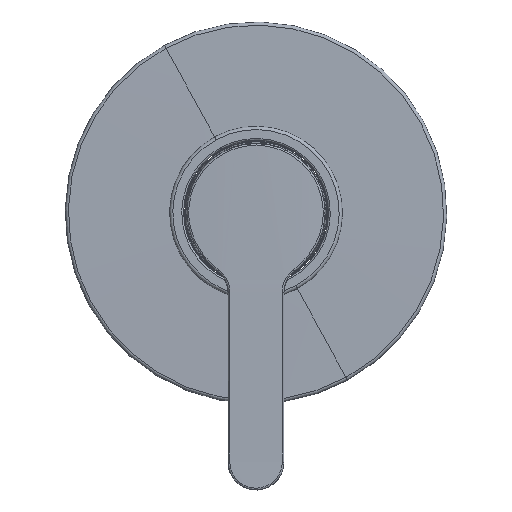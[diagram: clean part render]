
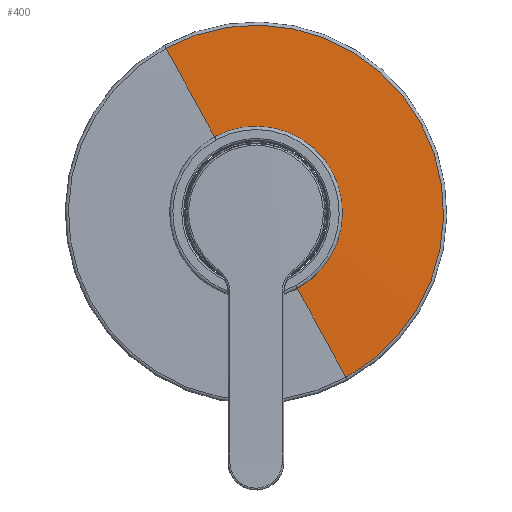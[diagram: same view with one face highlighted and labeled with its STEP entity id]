
A CAD part, top view. The second image highlights one B-rep face of the part: STEP entity #400.
In plain terms, the highlighted spherical face has radius 3422.5 mm.
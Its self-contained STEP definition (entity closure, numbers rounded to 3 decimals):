
#66=CARTESIAN_POINT('Vertex',(11.626,-21.281,7.914)) ;
#69=CARTESIAN_POINT('Axis2P3D Location',(0.,0.,7.914)) ;
#73=CARTESIAN_POINT('Vertex',(24.25,0.,7.914)) ;
#143=CARTESIAN_POINT('Axis2P3D Location',(0.,0.,-3414.5)) ;
#148=CARTESIAN_POINT('Axis2P3D Location',(0.,0.,-3414.5)) ;
#152=CARTESIAN_POINT('Vertex',(-11.626,21.281,7.914)) ;
#154=CARTESIAN_POINT('Vertex',(-27.575,50.476,7.517)) ;
#161=CARTESIAN_POINT('Vertex',(27.575,-50.476,7.517)) ;
#164=CARTESIAN_POINT('Axis2P3D Location',(0.,0.,-3414.5)) ;
#307=CARTESIAN_POINT('Axis2P3D Location',(0.,0.,7.517)) ;
#388=CARTESIAN_POINT('Axis2P3D Location',(0.,0.,7.914)) ;
#70=DIRECTION('Axis2P3D Direction',(0.,0.,1.)) ;
#144=DIRECTION('Axis2P3D Direction',(0.,0.,1.)) ;
#145=DIRECTION('Axis2P3D XDirection',(0.479,-0.878,0.)) ;
#149=DIRECTION('Axis2P3D Direction',(0.878,0.479,-0.)) ;
#165=DIRECTION('Axis2P3D Direction',(-0.878,-0.479,0.)) ;
#308=DIRECTION('Axis2P3D Direction',(-0.,0.,-1.)) ;
#389=DIRECTION('Axis2P3D Direction',(0.,0.,1.)) ;
#71=AXIS2_PLACEMENT_3D('Circle Axis2P3D',#69,#70,$) ;
#146=AXIS2_PLACEMENT_3D('Sphere Axis2P3D',#143,#144,#145) ;
#150=AXIS2_PLACEMENT_3D('Circle Axis2P3D',#148,#149,$) ;
#166=AXIS2_PLACEMENT_3D('Circle Axis2P3D',#164,#165,$) ;
#309=AXIS2_PLACEMENT_3D('Circle Axis2P3D',#307,#308,$) ;
#390=AXIS2_PLACEMENT_3D('Circle Axis2P3D',#388,#389,$) ;
#72=CIRCLE('generated circle',#71,24.25) ;
#151=CIRCLE('generated circle',#150,3422.5) ;
#167=CIRCLE('generated circle',#166,3422.5) ;
#310=CIRCLE('generated circle',#309,57.517) ;
#391=CIRCLE('generated circle',#390,24.25) ;
#147=SPHERICAL_SURFACE('',#146,3422.5) ;
#75=EDGE_CURVE('',#74,#67,#72,.F.) ;
#156=EDGE_CURVE('',#153,#155,#151,.F.) ;
#168=EDGE_CURVE('',#67,#162,#167,.F.) ;
#311=EDGE_CURVE('',#162,#155,#310,.F.) ;
#392=EDGE_CURVE('',#74,#153,#391,.T.) ;
#394=ORIENTED_EDGE('',*,*,#168,.T.) ;
#395=ORIENTED_EDGE('',*,*,#311,.T.) ;
#396=ORIENTED_EDGE('',*,*,#156,.F.) ;
#397=ORIENTED_EDGE('',*,*,#392,.F.) ;
#398=ORIENTED_EDGE('',*,*,#75,.T.) ;
#393=EDGE_LOOP('',(#394,#395,#396,#397,#398)) ;
#67=VERTEX_POINT('',#66) ;
#74=VERTEX_POINT('',#73) ;
#153=VERTEX_POINT('',#152) ;
#155=VERTEX_POINT('',#154) ;
#162=VERTEX_POINT('',#161) ;
#400=ADVANCED_FACE('PartBody',(#399),#147,.T.) ;
#399=FACE_OUTER_BOUND('',#393,.T.) ;
